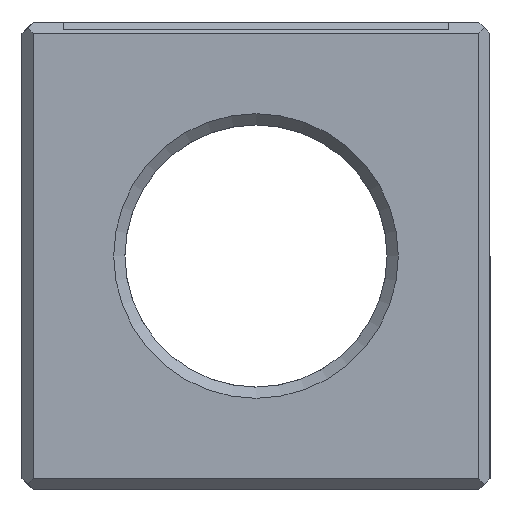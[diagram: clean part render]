
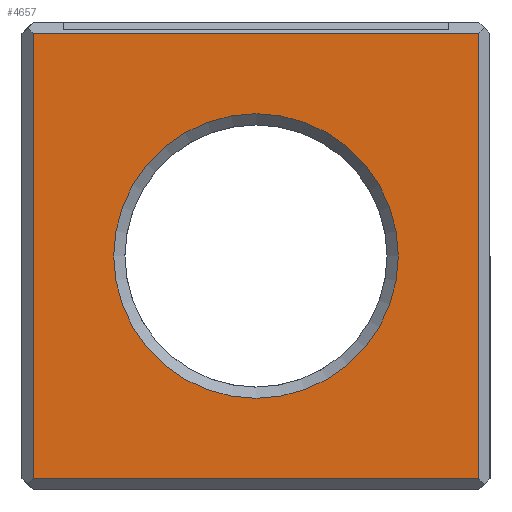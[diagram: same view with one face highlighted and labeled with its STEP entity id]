
A CAD part, left-side view. The second image highlights one B-rep face of the part: STEP entity #4657.
In plain terms, the highlighted planar face has unit normal (-1, 0, 0).
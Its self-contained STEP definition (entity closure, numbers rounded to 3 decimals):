
#72 = PLANE('',#73);
#73 = AXIS2_PLACEMENT_3D('',#74,#75,#76);
#74 = CARTESIAN_POINT('',(0.,0.,0.3));
#75 = DIRECTION('',(-0.707,0.,-0.707)
  );
#76 = DIRECTION('',(0.707,0.,-0.707));
#992 = PLANE('',#993);
#993 = AXIS2_PLACEMENT_3D('',#994,#995,#996);
#994 = CARTESIAN_POINT('',(0.3,12.5,0.));
#995 = DIRECTION('',(0.707,-0.707,0.));
#996 = DIRECTION('',(-0.707,-0.707,0.));
#1223 = PLANE('',#1224);
#1224 = AXIS2_PLACEMENT_3D('',#1225,#1226,#1227);
#1225 = CARTESIAN_POINT('',(0.3,0.,0.));
#1226 = DIRECTION('',(-0.707,-0.707,0.));
#1227 = DIRECTION('',(-0.707,0.707,0.));
#1291 = VERTEX_POINT('',#1292);
#1292 = CARTESIAN_POINT('',(0.,0.3,0.3));
#1313 = EDGE_CURVE('',#1291,#1314,#1316,.T.);
#1314 = VERTEX_POINT('',#1315);
#1315 = CARTESIAN_POINT('',(0.,12.2,0.3));
#1316 = SURFACE_CURVE('',#1317,(#1321,#1328),.PCURVE_S1.);
#1317 = LINE('',#1318,#1319);
#1318 = CARTESIAN_POINT('',(0.,0.,0.3));
#1319 = VECTOR('',#1320,1.);
#1320 = DIRECTION('',(0.,1.,0.));
#1321 = PCURVE('',#72,#1322);
#1322 = DEFINITIONAL_REPRESENTATION('',(#1323),#1327);
#1323 = LINE('',#1324,#1325);
#1324 = CARTESIAN_POINT('',(0.,0.));
#1325 = VECTOR('',#1326,1.);
#1326 = DIRECTION('',(0.,-1.));
#1327 = ( GEOMETRIC_REPRESENTATION_CONTEXT(2) 
PARAMETRIC_REPRESENTATION_CONTEXT() REPRESENTATION_CONTEXT('2D SPACE',''
  ) );
#1328 = PCURVE('',#1329,#1334);
#1329 = PLANE('',#1330);
#1330 = AXIS2_PLACEMENT_3D('',#1331,#1332,#1333);
#1331 = CARTESIAN_POINT('',(0.,12.5,0.));
#1332 = DIRECTION('',(1.,0.,0.));
#1333 = DIRECTION('',(0.,-1.,0.));
#1334 = DEFINITIONAL_REPRESENTATION('',(#1335),#1339);
#1335 = LINE('',#1336,#1337);
#1336 = CARTESIAN_POINT('',(12.5,-0.3));
#1337 = VECTOR('',#1338,1.);
#1338 = DIRECTION('',(-1.,0.));
#1339 = ( GEOMETRIC_REPRESENTATION_CONTEXT(2) 
PARAMETRIC_REPRESENTATION_CONTEXT() REPRESENTATION_CONTEXT('2D SPACE',''
  ) );
#3524 = VERTEX_POINT('',#3525);
#3525 = CARTESIAN_POINT('',(0.,12.2,12.2));
#3539 = PLANE('',#3540);
#3540 = AXIS2_PLACEMENT_3D('',#3541,#3542,#3543);
#3541 = CARTESIAN_POINT('',(0.3,0.,12.5));
#3542 = DIRECTION('',(-0.707,0.,0.707
    ));
#3543 = DIRECTION('',(-0.707,0.,-0.707
    ));
#3551 = EDGE_CURVE('',#1314,#3524,#3552,.T.);
#3552 = SURFACE_CURVE('',#3553,(#3557,#3564),.PCURVE_S1.);
#3553 = LINE('',#3554,#3555);
#3554 = CARTESIAN_POINT('',(0.,12.2,0.));
#3555 = VECTOR('',#3556,1.);
#3556 = DIRECTION('',(0.,0.,1.));
#3557 = PCURVE('',#992,#3558);
#3558 = DEFINITIONAL_REPRESENTATION('',(#3559),#3563);
#3559 = LINE('',#3560,#3561);
#3560 = CARTESIAN_POINT('',(0.424,0.));
#3561 = VECTOR('',#3562,1.);
#3562 = DIRECTION('',(0.,-1.));
#3563 = ( GEOMETRIC_REPRESENTATION_CONTEXT(2) 
PARAMETRIC_REPRESENTATION_CONTEXT() REPRESENTATION_CONTEXT('2D SPACE',''
  ) );
#3564 = PCURVE('',#1329,#3565);
#3565 = DEFINITIONAL_REPRESENTATION('',(#3566),#3570);
#3566 = LINE('',#3567,#3568);
#3567 = CARTESIAN_POINT('',(0.3,0.));
#3568 = VECTOR('',#3569,1.);
#3569 = DIRECTION('',(0.,-1.));
#3570 = ( GEOMETRIC_REPRESENTATION_CONTEXT(2) 
PARAMETRIC_REPRESENTATION_CONTEXT() REPRESENTATION_CONTEXT('2D SPACE',''
  ) );
#4614 = VERTEX_POINT('',#4615);
#4615 = CARTESIAN_POINT('',(0.,0.3,12.2));
#4636 = EDGE_CURVE('',#1291,#4614,#4637,.T.);
#4637 = SURFACE_CURVE('',#4638,(#4642,#4649),.PCURVE_S1.);
#4638 = LINE('',#4639,#4640);
#4639 = CARTESIAN_POINT('',(0.,0.3,0.));
#4640 = VECTOR('',#4641,1.);
#4641 = DIRECTION('',(0.,0.,1.));
#4642 = PCURVE('',#1223,#4643);
#4643 = DEFINITIONAL_REPRESENTATION('',(#4644),#4648);
#4644 = LINE('',#4645,#4646);
#4645 = CARTESIAN_POINT('',(0.424,0.));
#4646 = VECTOR('',#4647,1.);
#4647 = DIRECTION('',(0.,-1.));
#4648 = ( GEOMETRIC_REPRESENTATION_CONTEXT(2) 
PARAMETRIC_REPRESENTATION_CONTEXT() REPRESENTATION_CONTEXT('2D SPACE',''
  ) );
#4649 = PCURVE('',#1329,#4650);
#4650 = DEFINITIONAL_REPRESENTATION('',(#4651),#4655);
#4651 = LINE('',#4652,#4653);
#4652 = CARTESIAN_POINT('',(12.2,0.));
#4653 = VECTOR('',#4654,1.);
#4654 = DIRECTION('',(0.,-1.));
#4655 = ( GEOMETRIC_REPRESENTATION_CONTEXT(2) 
PARAMETRIC_REPRESENTATION_CONTEXT() REPRESENTATION_CONTEXT('2D SPACE',''
  ) );
#4657 = ADVANCED_FACE('',(#4658,#4684),#1329,.F.);
#4658 = FACE_BOUND('',#4659,.F.);
#4659 = EDGE_LOOP('',(#4660,#4661,#4662,#4663));
#4660 = ORIENTED_EDGE('',*,*,#4636,.F.);
#4661 = ORIENTED_EDGE('',*,*,#1313,.T.);
#4662 = ORIENTED_EDGE('',*,*,#3551,.T.);
#4663 = ORIENTED_EDGE('',*,*,#4664,.F.);
#4664 = EDGE_CURVE('',#4614,#3524,#4665,.T.);
#4665 = SURFACE_CURVE('',#4666,(#4670,#4677),.PCURVE_S1.);
#4666 = LINE('',#4667,#4668);
#4667 = CARTESIAN_POINT('',(0.,0.,12.2));
#4668 = VECTOR('',#4669,1.);
#4669 = DIRECTION('',(0.,1.,0.));
#4670 = PCURVE('',#1329,#4671);
#4671 = DEFINITIONAL_REPRESENTATION('',(#4672),#4676);
#4672 = LINE('',#4673,#4674);
#4673 = CARTESIAN_POINT('',(12.5,-12.2));
#4674 = VECTOR('',#4675,1.);
#4675 = DIRECTION('',(-1.,0.));
#4676 = ( GEOMETRIC_REPRESENTATION_CONTEXT(2) 
PARAMETRIC_REPRESENTATION_CONTEXT() REPRESENTATION_CONTEXT('2D SPACE',''
  ) );
#4677 = PCURVE('',#3539,#4678);
#4678 = DEFINITIONAL_REPRESENTATION('',(#4679),#4683);
#4679 = LINE('',#4680,#4681);
#4680 = CARTESIAN_POINT('',(0.424,0.));
#4681 = VECTOR('',#4682,1.);
#4682 = DIRECTION('',(0.,-1.));
#4683 = ( GEOMETRIC_REPRESENTATION_CONTEXT(2) 
PARAMETRIC_REPRESENTATION_CONTEXT() REPRESENTATION_CONTEXT('2D SPACE',''
  ) );
#4684 = FACE_BOUND('',#4685,.F.);
#4685 = EDGE_LOOP('',(#4686));
#4686 = ORIENTED_EDGE('',*,*,#4687,.T.);
#4687 = EDGE_CURVE('',#4688,#4688,#4690,.T.);
#4688 = VERTEX_POINT('',#4689);
#4689 = CARTESIAN_POINT('',(0.,2.45,6.25));
#4690 = SURFACE_CURVE('',#4691,(#4696,#4707),.PCURVE_S1.);
#4691 = CIRCLE('',#4692,3.8);
#4692 = AXIS2_PLACEMENT_3D('',#4693,#4694,#4695);
#4693 = CARTESIAN_POINT('',(0.,6.25,6.25));
#4694 = DIRECTION('',(-1.,0.,0.));
#4695 = DIRECTION('',(0.,-1.,0.));
#4696 = PCURVE('',#1329,#4697);
#4697 = DEFINITIONAL_REPRESENTATION('',(#4698),#4706);
#4698 = ( BOUNDED_CURVE() B_SPLINE_CURVE(2,(#4699,#4700,#4701,#4702,
#4703,#4704,#4705),.UNSPECIFIED.,.T.,.F.) B_SPLINE_CURVE_WITH_KNOTS((1,2
    ,2,2,2,1),(-2.094,0.,2.094,4.189,
6.283,8.378),.UNSPECIFIED.) CURVE() 
GEOMETRIC_REPRESENTATION_ITEM() RATIONAL_B_SPLINE_CURVE((1.,0.5,1.,0.5,
1.,0.5,1.)) REPRESENTATION_ITEM('') );
#4699 = CARTESIAN_POINT('',(10.05,-6.25));
#4700 = CARTESIAN_POINT('',(10.05,-12.832));
#4701 = CARTESIAN_POINT('',(4.35,-9.541));
#4702 = CARTESIAN_POINT('',(-1.35,-6.25));
#4703 = CARTESIAN_POINT('',(4.35,-2.959));
#4704 = CARTESIAN_POINT('',(10.05,0.332));
#4705 = CARTESIAN_POINT('',(10.05,-6.25));
#4706 = ( GEOMETRIC_REPRESENTATION_CONTEXT(2) 
PARAMETRIC_REPRESENTATION_CONTEXT() REPRESENTATION_CONTEXT('2D SPACE',''
  ) );
#4707 = PCURVE('',#4708,#4713);
#4708 = CONICAL_SURFACE('',#4709,3.5,0.785);
#4709 = AXIS2_PLACEMENT_3D('',#4710,#4711,#4712);
#4710 = CARTESIAN_POINT('',(0.3,6.25,6.25));
#4711 = DIRECTION('',(-1.,-0.,-0.));
#4712 = DIRECTION('',(0.,-1.,0.));
#4713 = DEFINITIONAL_REPRESENTATION('',(#4714),#4718);
#4714 = LINE('',#4715,#4716);
#4715 = CARTESIAN_POINT('',(0.,0.3));
#4716 = VECTOR('',#4717,1.);
#4717 = DIRECTION('',(1.,0.));
#4718 = ( GEOMETRIC_REPRESENTATION_CONTEXT(2) 
PARAMETRIC_REPRESENTATION_CONTEXT() REPRESENTATION_CONTEXT('2D SPACE',''
  ) );
